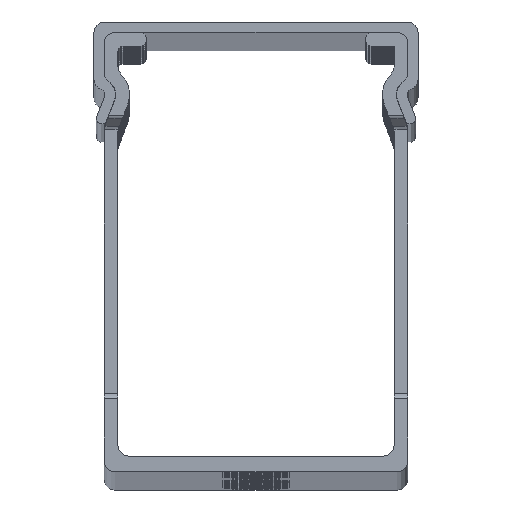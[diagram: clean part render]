
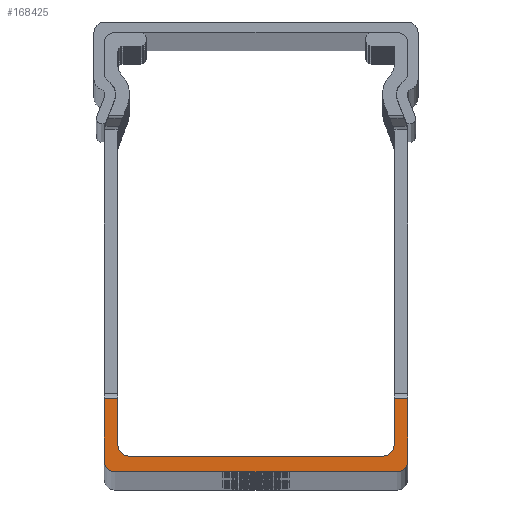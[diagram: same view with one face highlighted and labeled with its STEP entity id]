
A CAD part, top view. The second image highlights one B-rep face of the part: STEP entity #168425.
In plain terms, the highlighted planar face has unit normal (0, 0, 1).
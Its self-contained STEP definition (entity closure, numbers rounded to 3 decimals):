
#144520=CARTESIAN_POINT('',(14.5,7.,0.));
#144521=VERTEX_POINT('',#144520);
#144528=CARTESIAN_POINT('',(14.5,1.,0.));
#144529=VERTEX_POINT('',#144528);
#144530=CARTESIAN_POINT('',(14.5,-12325.136,0.));
#144531=DIRECTION('',(0.,1.,0.));
#144532=VECTOR('',#144531,24690.);
#144533=LINE('',#144530,#144532);
#144534=EDGE_CURVE('',#144529,#144521,#144533,.T.);
#150424=CARTESIAN_POINT('',(13.5,0.,0.));
#150425=VERTEX_POINT('',#150424);
#150426=CARTESIAN_POINT('',(13.5,1.,0.));
#150427=DIRECTION('',(0.,-0.,1.));
#150428=DIRECTION('',(1.,0.,0.));
#150429=AXIS2_PLACEMENT_3D('',#150426,#150427,#150428);
#150430=CIRCLE('',#150429,1.);
#150431=EDGE_CURVE('',#150425,#144529,#150430,.T.);
#151897=CARTESIAN_POINT('',(-13.5,-0.,0.));
#151898=VERTEX_POINT('',#151897);
#151899=CARTESIAN_POINT('',(-12335.85,0.,0.));
#151900=DIRECTION('',(1.,-0.,0.));
#151901=VECTOR('',#151900,24690.);
#151902=LINE('',#151899,#151901);
#151903=EDGE_CURVE('',#151898,#150425,#151902,.T.);
#151928=CARTESIAN_POINT('',(-14.5,1.,0.));
#151929=VERTEX_POINT('',#151928);
#151930=CARTESIAN_POINT('',(-13.5,1.,0.));
#151931=DIRECTION('',(0.,-0.,1.));
#151932=DIRECTION('',(1.,0.,0.));
#151933=AXIS2_PLACEMENT_3D('',#151930,#151931,#151932);
#151934=CIRCLE('',#151933,1.);
#151935=EDGE_CURVE('',#151929,#151898,#151934,.T.);
#157852=CARTESIAN_POINT('',(-14.5,7.,0.));
#157853=VERTEX_POINT('',#157852);
#157854=CARTESIAN_POINT('',(-14.5,12364.864,0.));
#157855=DIRECTION('',(0.,-1.,0.));
#157856=VECTOR('',#157855,24690.);
#157857=LINE('',#157854,#157856);
#157858=EDGE_CURVE('',#157853,#151929,#157857,.T.);
#158437=CARTESIAN_POINT('',(-13.2,7.,0.));
#158438=VERTEX_POINT('',#158437);
#158445=CARTESIAN_POINT('',(-13.2,2.5,0.));
#158446=VERTEX_POINT('',#158445);
#158447=CARTESIAN_POINT('',(-13.2,-12309.398,0.));
#158448=DIRECTION('',(-0.,1.,0.));
#158449=VECTOR('',#158448,24690.);
#158450=LINE('',#158447,#158449);
#158451=EDGE_CURVE('',#158446,#158438,#158450,.T.);
#162551=CARTESIAN_POINT('',(-12.2,1.5,0.));
#162552=VERTEX_POINT('',#162551);
#162553=CARTESIAN_POINT('',(-12.2,2.5,0.));
#162554=DIRECTION('',(-0.,0.,-1.));
#162555=DIRECTION('',(1.,0.,0.));
#162556=AXIS2_PLACEMENT_3D('',#162553,#162554,#162555);
#162557=CIRCLE('',#162556,1.);
#162558=EDGE_CURVE('',#162552,#158446,#162557,.T.);
#164024=CARTESIAN_POINT('',(12.2,1.5,0.));
#164025=VERTEX_POINT('',#164024);
#164026=CARTESIAN_POINT('',(12345.,1.5,0.));
#164027=DIRECTION('',(-1.,-0.,0.));
#164028=VECTOR('',#164027,24690.);
#164029=LINE('',#164026,#164028);
#164030=EDGE_CURVE('',#164025,#162552,#164029,.T.);
#164055=CARTESIAN_POINT('',(13.2,2.5,0.));
#164056=VERTEX_POINT('',#164055);
#164057=CARTESIAN_POINT('',(12.2,2.5,0.));
#164058=DIRECTION('',(-0.,0.,-1.));
#164059=DIRECTION('',(1.,0.,0.));
#164060=AXIS2_PLACEMENT_3D('',#164057,#164058,#164059);
#164061=CIRCLE('',#164060,1.);
#164062=EDGE_CURVE('',#164056,#164025,#164061,.T.);
#168188=CARTESIAN_POINT('',(13.2,7.,0.));
#168189=VERTEX_POINT('',#168188);
#168190=CARTESIAN_POINT('',(13.2,12380.602,0.));
#168191=DIRECTION('',(0.,-1.,0.));
#168192=VECTOR('',#168191,24690.);
#168193=LINE('',#168190,#168192);
#168194=EDGE_CURVE('',#168189,#164056,#168193,.T.);
#168396=CARTESIAN_POINT('',(12.2,38.727,0.));
#168397=DIRECTION('',(0.,0.,-1.));
#168398=DIRECTION('',(-1.,0.,0.));
#168399=AXIS2_PLACEMENT_3D('',#168396,#168397,#168398);
#168400=PLANE('',#168399);
#168401=ORIENTED_EDGE('',*,*,#144534,.T.);
#168402=CARTESIAN_POINT('',(12343.85,7.,0.));
#168403=DIRECTION('',(-1.,0.,0.));
#168404=VECTOR('',#168403,24690.);
#168405=LINE('',#168402,#168404);
#168406=EDGE_CURVE('',#144521,#168189,#168405,.T.);
#168407=ORIENTED_EDGE('',*,*,#168406,.T.);
#168408=ORIENTED_EDGE('',*,*,#168194,.T.);
#168409=ORIENTED_EDGE('',*,*,#164062,.T.);
#168410=ORIENTED_EDGE('',*,*,#164030,.T.);
#168411=ORIENTED_EDGE('',*,*,#162558,.T.);
#168412=ORIENTED_EDGE('',*,*,#158451,.T.);
#168413=CARTESIAN_POINT('',(12343.85,7.,0.));
#168414=DIRECTION('',(-1.,0.,0.));
#168415=VECTOR('',#168414,24690.);
#168416=LINE('',#168413,#168415);
#168417=EDGE_CURVE('',#158438,#157853,#168416,.T.);
#168418=ORIENTED_EDGE('',*,*,#168417,.T.);
#168419=ORIENTED_EDGE('',*,*,#157858,.T.);
#168420=ORIENTED_EDGE('',*,*,#151935,.T.);
#168421=ORIENTED_EDGE('',*,*,#151903,.T.);
#168422=ORIENTED_EDGE('',*,*,#150431,.T.);
#168423=EDGE_LOOP('',(#168401,#168407,#168408,#168409,#168410,#168411,#168412,#168418,#168419,#168420,#168421,#168422));
#168424=FACE_BOUND('',#168423,.T.);
#168425=ADVANCED_FACE('NONE',(#168424),#168400,.F.);
